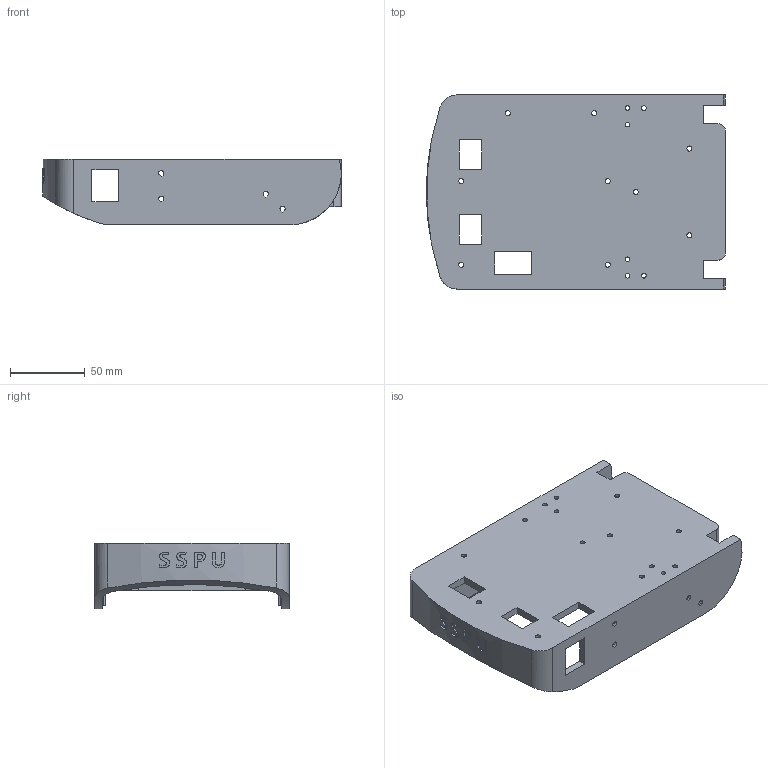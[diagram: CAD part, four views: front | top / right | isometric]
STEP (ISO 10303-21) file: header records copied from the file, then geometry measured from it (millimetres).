
FILE_DESCRIPTION(/* description */ ('','CAx-IF Rec.Pracs.---Representation and Presentation of Product Manufacturing Information (PMI)---4.0---2014-10-13'),/* implementation_level */ '2;1');
FILE_NAME(/* name */ '',/* time_stamp */ '2025-02-16T10:42:52+08:00',/* author */ (''),/* organization */ (''),/* preprocessor_version */ 'ST-DEVELOPER v20',/* originating_system */ 'Autodesk Translation Framework v13.20.0.188',/* authorisation */ '');
FILE_SCHEMA (('AP242_MANAGED_MODEL_BASED_3D_ENGINEERING_MIM_LF { 1 0 10303 442 1 1 4 }'));
Length unit declared in the file: millimetre
Products named in the file (1): 底座
Bounding box: 200 x 130 x 44 mm (x, y, z)
Volume: 217784.8 mm3; surface area: 93981.8 mm2
Topology: 1 solids, 1 shells, 222 faces, 588 edges, 392 vertices
Faces by surface type: plane 88, cylinder 68, bspline 66
Full cylindrical faces by diameter (mm): 3.1 x6, 3.4 x9, 5.3 x6, 6 x9
Entity records: 8386 total; most frequent: CARTESIAN_POINT 3059, ORIENTED_EDGE 1176, DIRECTION 888, EDGE_CURVE 588, VERTEX_POINT 392, LINE 318, VECTOR 318, EDGE_LOOP 302
